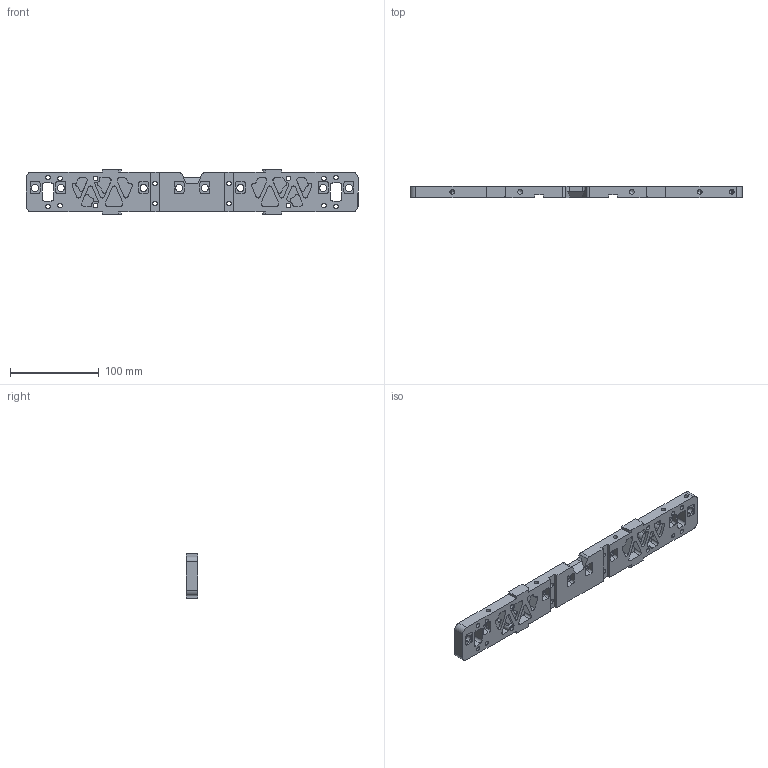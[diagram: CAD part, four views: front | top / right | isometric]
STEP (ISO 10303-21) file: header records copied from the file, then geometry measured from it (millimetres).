
FILE_DESCRIPTION (( 'STEP AP214' ), '1' );
FILE_NAME ('Front Plate- Aluminum 2024-T351 - QTY 2.STEP', '2025-11-11T07:27:00', ( '' ), ( '' ), 'SwSTEP 2.0', 'SolidWorks 2024', '' );
FILE_SCHEMA (( 'AUTOMOTIVE_DESIGN' ));
Length unit declared in the file: inch
Products named in the file (1): Front Plate- Aluminum 2024-T351 - QTY 2
Bounding box: 373.17 x 12.7 x 50.8 mm (x, y, z)
Volume: 163071.4 mm3; surface area: 59057.7 mm2
Topology: 1 solids, 1 shells, 360 faces, 991 edges, 645 vertices
Faces by surface type: cylinder 197, plane 143, cone 20
Entity records: 11626 total; most frequent: DIRECTION 2089, CARTESIAN_POINT 2035, ORIENTED_EDGE 1946, EDGE_CURVE 973, AXIS2_PLACEMENT_3D 761, VERTEX_POINT 645, VECTOR 567, LINE 567
